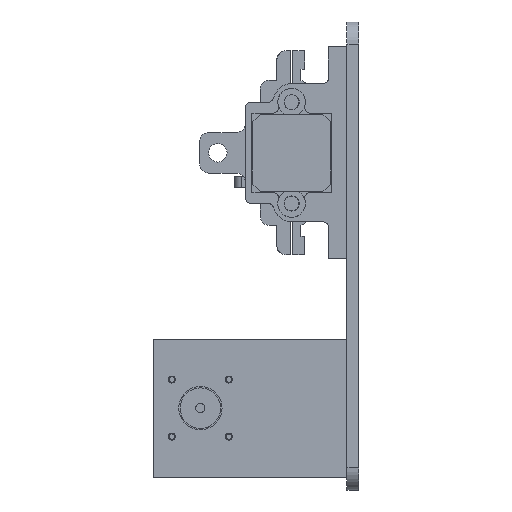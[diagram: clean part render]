
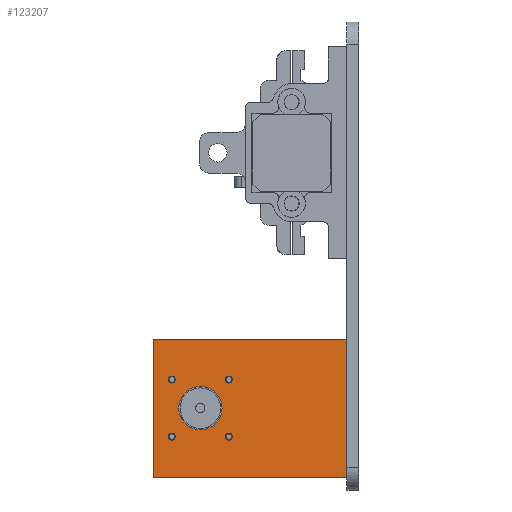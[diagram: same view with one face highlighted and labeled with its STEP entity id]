
A CAD part, left-side view. The second image highlights one B-rep face of the part: STEP entity #123207.
In plain terms, the highlighted face is planar.
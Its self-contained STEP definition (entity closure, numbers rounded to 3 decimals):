
#4321=FACE_BOUND('',#16593,.T.);
#4322=FACE_BOUND('',#16594,.T.);
#4323=FACE_BOUND('',#16595,.T.);
#4324=FACE_BOUND('',#16596,.T.);
#4325=FACE_BOUND('',#16597,.T.);
#5023=PLANE('',#130891);
#9546=FACE_OUTER_BOUND('',#16592,.T.);
#16592=EDGE_LOOP('',(#84935,#84936,#84937,#84938));
#16593=EDGE_LOOP('',(#84939));
#16594=EDGE_LOOP('',(#84940));
#16595=EDGE_LOOP('',(#84941));
#16596=EDGE_LOOP('',(#84942));
#16597=EDGE_LOOP('',(#84943));
#24291=LINE('',#173325,#37582);
#24293=LINE('',#173329,#37584);
#24296=LINE('',#173334,#37587);
#24297=LINE('',#173336,#37588);
#37582=VECTOR('',#140808,10.);
#37584=VECTOR('',#140812,10.);
#37587=VECTOR('',#140817,10.);
#37588=VECTOR('',#140820,10.);
#50835=CIRCLE('',#130878,11.75);
#50836=CIRCLE('',#130880,1.9);
#50837=CIRCLE('',#130882,1.9);
#50838=CIRCLE('',#130884,1.9);
#50839=CIRCLE('',#130886,1.9);
#53809=VERTEX_POINT('',#173302);
#53810=VERTEX_POINT('',#173306);
#53811=VERTEX_POINT('',#173310);
#53812=VERTEX_POINT('',#173314);
#53813=VERTEX_POINT('',#173318);
#53814=VERTEX_POINT('',#173322);
#53815=VERTEX_POINT('',#173324);
#53816=VERTEX_POINT('',#173328);
#53817=VERTEX_POINT('',#173332);
#66074=EDGE_CURVE('',#53809,#53809,#50835,.T.);
#66076=EDGE_CURVE('',#53810,#53810,#50836,.T.);
#66078=EDGE_CURVE('',#53811,#53811,#50837,.T.);
#66080=EDGE_CURVE('',#53812,#53812,#50838,.T.);
#66082=EDGE_CURVE('',#53813,#53813,#50839,.T.);
#66084=EDGE_CURVE('',#53815,#53814,#24291,.T.);
#66086=EDGE_CURVE('',#53814,#53816,#24293,.T.);
#66089=EDGE_CURVE('',#53816,#53817,#24296,.T.);
#66090=EDGE_CURVE('',#53817,#53815,#24297,.T.);
#84935=ORIENTED_EDGE('',*,*,#66090,.T.);
#84936=ORIENTED_EDGE('',*,*,#66084,.T.);
#84937=ORIENTED_EDGE('',*,*,#66086,.T.);
#84938=ORIENTED_EDGE('',*,*,#66089,.T.);
#84939=ORIENTED_EDGE('',*,*,#66082,.F.);
#84940=ORIENTED_EDGE('',*,*,#66080,.F.);
#84941=ORIENTED_EDGE('',*,*,#66078,.F.);
#84942=ORIENTED_EDGE('',*,*,#66076,.F.);
#84943=ORIENTED_EDGE('',*,*,#66074,.F.);
#123207=ADVANCED_FACE('',(#9546,#4321,#4322,#4323,#4324,#4325),#5023,.F.);
#130878=AXIS2_PLACEMENT_3D('',#173304,#140783,#140784);
#130880=AXIS2_PLACEMENT_3D('',#173308,#140788,#140789);
#130882=AXIS2_PLACEMENT_3D('',#173312,#140793,#140794);
#130884=AXIS2_PLACEMENT_3D('',#173316,#140798,#140799);
#130886=AXIS2_PLACEMENT_3D('',#173320,#140803,#140804);
#130891=AXIS2_PLACEMENT_3D('',#173337,#140821,#140822);
#140783=DIRECTION('center_axis',(0.,0.,-1.));
#140784=DIRECTION('ref_axis',(1.,0.,0.));
#140788=DIRECTION('center_axis',(0.,0.,-1.));
#140789=DIRECTION('ref_axis',(1.,0.,0.));
#140793=DIRECTION('center_axis',(0.,0.,-1.));
#140794=DIRECTION('ref_axis',(1.,0.,0.));
#140798=DIRECTION('center_axis',(0.,0.,-1.));
#140799=DIRECTION('ref_axis',(1.,0.,0.));
#140803=DIRECTION('center_axis',(0.,0.,-1.));
#140804=DIRECTION('ref_axis',(1.,0.,0.));
#140808=DIRECTION('',(0.,1.,0.));
#140812=DIRECTION('',(1.,0.,0.));
#140817=DIRECTION('',(0.,-1.,0.));
#140820=DIRECTION('',(-1.,0.,0.));
#140821=DIRECTION('center_axis',(0.,0.,1.));
#140822=DIRECTION('ref_axis',(1.,0.,0.));
#173302=CARTESIAN_POINT('',(-11.75,0.,0.));
#173304=CARTESIAN_POINT('Origin',(0.,0.,0.));
#173306=CARTESIAN_POINT('',(-17.4,-15.5,0.));
#173308=CARTESIAN_POINT('Origin',(-15.5,-15.5,0.));
#173310=CARTESIAN_POINT('',(13.6,-15.5,0.));
#173312=CARTESIAN_POINT('Origin',(15.5,-15.5,0.));
#173314=CARTESIAN_POINT('',(13.6,15.5,0.));
#173316=CARTESIAN_POINT('Origin',(15.5,15.5,0.));
#173318=CARTESIAN_POINT('',(-17.4,15.5,0.));
#173320=CARTESIAN_POINT('Origin',(-15.5,15.5,0.));
#173322=CARTESIAN_POINT('',(-37.5,25.5,0.));
#173324=CARTESIAN_POINT('',(-37.5,-79.5,0.));
#173325=CARTESIAN_POINT('',(-37.5,-79.5,0.));
#173328=CARTESIAN_POINT('',(37.5,25.5,0.));
#173329=CARTESIAN_POINT('',(-37.5,25.5,0.));
#173332=CARTESIAN_POINT('',(37.5,-79.5,0.));
#173334=CARTESIAN_POINT('',(37.5,25.5,0.));
#173336=CARTESIAN_POINT('',(37.5,-79.5,0.));
#173337=CARTESIAN_POINT('Origin',(0.,-27.,0.));
